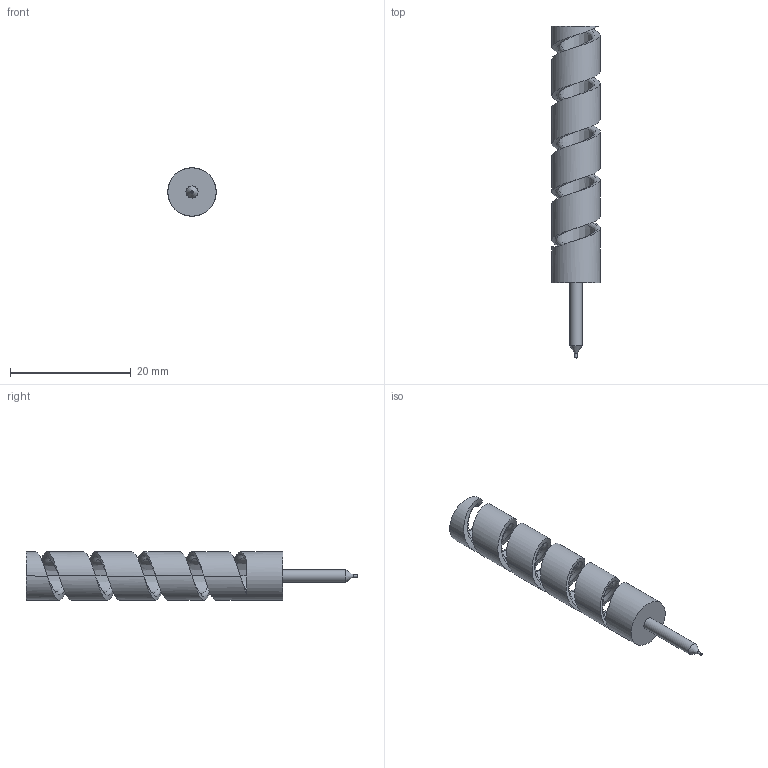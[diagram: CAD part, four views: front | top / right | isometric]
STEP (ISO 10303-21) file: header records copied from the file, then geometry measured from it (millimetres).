
FILE_DESCRIPTION(/* description */ (''),/* implementation_level */ '2;1');
FILE_NAME(/* name */ 'Sin título v1.step',/* time_stamp */ '2022-05-21T17:11:46+02:00',/* author */ (''),/* organization */ (''),/* preprocessor_version */ 'ST-DEVELOPER v18.1',/* originating_system */ 'Autodesk Translation Framework v10.14.0.1471',/* authorisation */ '');
FILE_SCHEMA (('AUTOMOTIVE_DESIGN { 1 0 10303 214 3 1 1 }'));
Length unit declared in the file: millimetre
Products named in the file (2): Sin título; Fluido en interior
Assembly tree (1 placements, depth 2):
  Sin título
    Fluido en interior
Bounding box: 8.01 x 55 x 8.01 mm (x, y, z)
Volume: 989.5 mm3; surface area: 1728.9 mm2
Topology: 1 solids, 1 shells, 24 faces, 59 edges, 38 vertices
Faces by surface type: cone 8, cylinder 8, plane 4, bspline 4
Full cylindrical faces by diameter (mm): 0.4 x1, 2 x1, 8 x3
Entity records: 1940 total; most frequent: CARTESIAN_POINT 1383, ORIENTED_EDGE 118, DIRECTION 86, EDGE_CURVE 59, VERTEX_POINT 38, AXIS2_PLACEMENT_3D 36, B_SPLINE_CURVE_WITH_KNOTS 32, EDGE_LOOP 25
